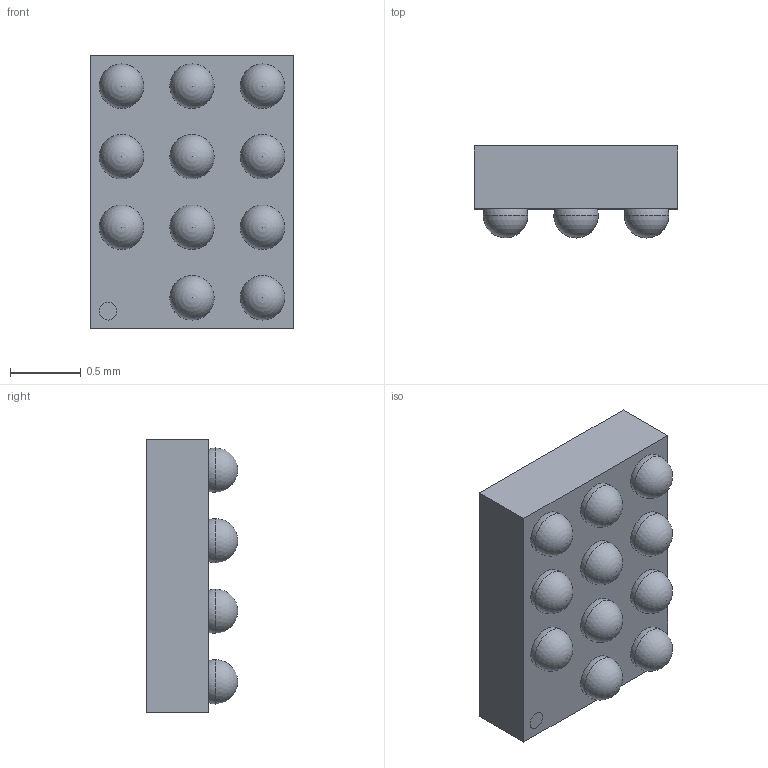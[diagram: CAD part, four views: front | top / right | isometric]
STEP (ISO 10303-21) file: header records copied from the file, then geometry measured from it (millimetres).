
FILE_DESCRIPTION (( 'STEP AP214' ), '1' );
FILE_NAME ('EMIF02-USB03F2.STEP', '2020-06-22T12:46:43', ( '' ), ( '' ), 'SwSTEP 2.0', 'SolidWorks 2017', '' );
FILE_SCHEMA (( 'AUTOMOTIVE_DESIGN' ));
Length unit declared in the file: millimetre
Products named in the file (1): EMIF02-USB03F2
Bounding box: 1.44 x 0.65 x 1.94 mm (x, y, z)
Volume: 1.4 mm3; surface area: 11.9 mm2
Topology: 14 solids, 14 shells, 53 faces, 124 edges, 90 vertices
Faces by surface type: plane 23, sphere 22, cylinder 8
Entity records: 1417 total; most frequent: DIRECTION 248, CARTESIAN_POINT 202, ORIENTED_EDGE 160, AXIS2_PLACEMENT_3D 114, EDGE_CURVE 80, VERTEX_POINT 68, EDGE_LOOP 66, CIRCLE 60
